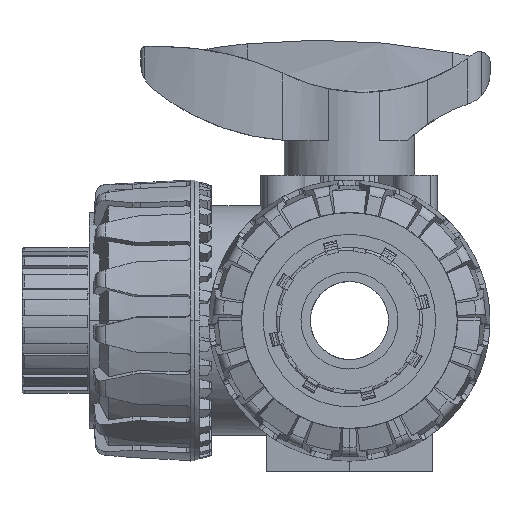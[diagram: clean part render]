
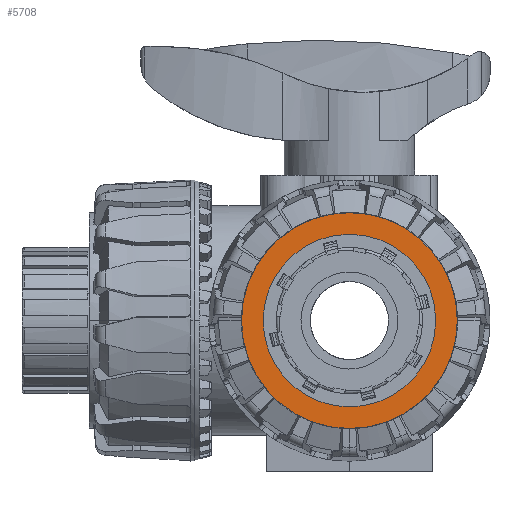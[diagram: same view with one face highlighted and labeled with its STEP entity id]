
A CAD part, front view. The second image highlights one B-rep face of the part: STEP entity #5708.
In plain terms, the highlighted planar face has unit normal (0, -1, 0).
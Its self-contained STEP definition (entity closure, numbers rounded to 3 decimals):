
#5708=ADVANCED_FACE('',(#11881,#11882),#11883,.T.);
#11881=FACE_BOUND('',#18563,.T.);
#11882=FACE_OUTER_BOUND('',#18564,.T.);
#11883=PLANE('',#18565);
#18563=EDGE_LOOP('',(#36360,#36361));
#18564=EDGE_LOOP('',(#36362,#36363));
#18565=AXIS2_PLACEMENT_3D('',#36364,#36365,#36366);
#36360=ORIENTED_EDGE('',*,*,#45913,.T.);
#36361=ORIENTED_EDGE('',*,*,#46911,.T.);
#36362=ORIENTED_EDGE('',*,*,#47381,.T.);
#36363=ORIENTED_EDGE('',*,*,#45856,.T.);
#36364=CARTESIAN_POINT('',(-10.35,-50.,-27.9));
#36365=DIRECTION('',(0.,-1.0,0.));
#36366=DIRECTION('',(1.0,0.,0.));
#45856=EDGE_CURVE('',#56470,#56468,#56471,.T.);
#45913=EDGE_CURVE('',#56569,#56573,#56575,.T.);
#46911=EDGE_CURVE('',#56573,#56569,#58019,.T.);
#47381=EDGE_CURVE('',#56468,#56470,#58736,.T.);
#56468=VERTEX_POINT('',#76624);
#56470=VERTEX_POINT('',#76627);
#56471=CIRCLE('',#76628,20.7);
#56569=VERTEX_POINT('',#76762);
#56573=VERTEX_POINT('',#76767);
#56575=CIRCLE('',#76770,16.55);
#58019=CIRCLE('',#79916,16.55);
#58736=CIRCLE('',#81815,20.7);
#76624=CARTESIAN_POINT('',(-20.7,-50.,-27.9));
#76627=CARTESIAN_POINT('',(20.7,-50.,-27.9));
#76628=AXIS2_PLACEMENT_3D('',#92263,#92264,#92265);
#76762=CARTESIAN_POINT('',(-16.55,-50.,-27.9));
#76767=CARTESIAN_POINT('',(16.55,-50.,-27.9));
#76770=AXIS2_PLACEMENT_3D('',#92391,#92392,#92393);
#79916=AXIS2_PLACEMENT_3D('',#93431,#93432,#93433);
#81815=AXIS2_PLACEMENT_3D('',#93887,#93888,#93889);
#92263=CARTESIAN_POINT('',(0.,-50.,-27.9));
#92264=DIRECTION('',(0.,-1.0,0.));
#92265=DIRECTION('',(-1.0,0.,0.));
#92391=CARTESIAN_POINT('',(0.,-50.,-27.9));
#92392=DIRECTION('',(0.,1.0,0.));
#92393=DIRECTION('',(-1.0,0.,0.));
#93431=CARTESIAN_POINT('',(0.,-50.,-27.9));
#93432=DIRECTION('',(0.,1.0,0.));
#93433=DIRECTION('',(-1.0,0.,0.));
#93887=CARTESIAN_POINT('',(0.,-50.,-27.9));
#93888=DIRECTION('',(0.,-1.0,0.));
#93889=DIRECTION('',(-1.0,0.,0.));
